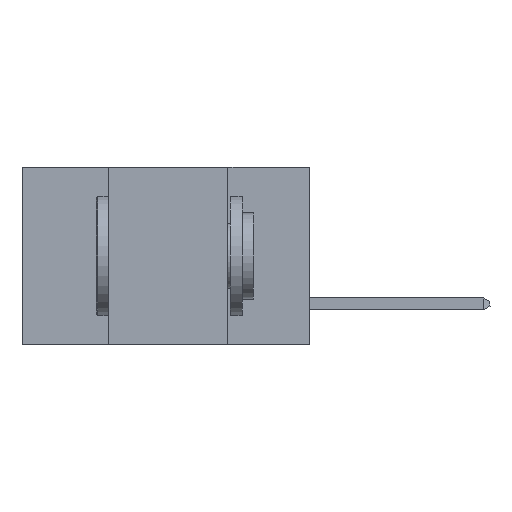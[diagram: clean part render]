
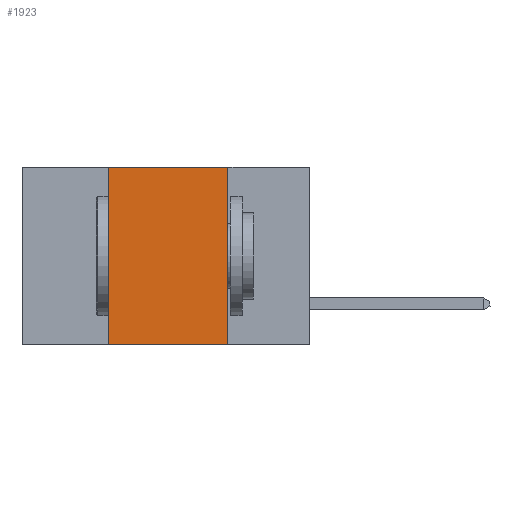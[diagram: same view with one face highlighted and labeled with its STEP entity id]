
A CAD part, left-side view. The second image highlights one B-rep face of the part: STEP entity #1923.
In plain terms, the highlighted planar face has unit normal (-1, 0, 0).
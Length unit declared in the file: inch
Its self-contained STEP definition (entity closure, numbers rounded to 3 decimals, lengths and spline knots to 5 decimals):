
#315 = EDGE_CURVE ( 'NONE', #5888, #2359, #14201, .T. ) ;
#1648 = DIRECTION ( 'NONE',  ( 0., -1., 0. ) ) ;
#1923 = ADVANCED_FACE ( 'NONE', ( #20663 ), #17827, .F. ) ;
#2011 = CARTESIAN_POINT ( 'NONE',  ( 0., 0.17, 0. ) ) ;
#2359 = VERTEX_POINT ( 'NONE', #25022 ) ;
#2625 = LINE ( 'NONE', #17954, #17267 ) ;
#3571 = VECTOR ( 'NONE', #5289, 39.37008 ) ;
#3705 = DIRECTION ( 'NONE',  ( 0., -1., 0. ) ) ;
#5289 = DIRECTION ( 'NONE',  ( 0., 0., 1. ) ) ;
#5801 = EDGE_CURVE ( 'NONE', #5888, #5917, #12458, .T. ) ;
#5888 = VERTEX_POINT ( 'NONE', #9922 ) ;
#5917 = VERTEX_POINT ( 'NONE', #25623 ) ;
#7144 = VECTOR ( 'NONE', #3705, 39.37008 ) ;
#9922 = CARTESIAN_POINT ( 'NONE',  ( 0., 0.42, -0.37 ) ) ;
#10400 = ORIENTED_EDGE ( 'NONE', *, *, #315, .F. ) ;
#11668 = CARTESIAN_POINT ( 'NONE',  ( 0., 0.6, 0. ) ) ;
#12458 = LINE ( 'NONE', #19509, #7144 ) ;
#13822 = LINE ( 'NONE', #11668, #22994 ) ;
#14201 = LINE ( 'NONE', #24734, #3571 ) ;
#16591 = DIRECTION ( 'NONE',  ( 0., 0., -1. ) ) ;
#17267 = VECTOR ( 'NONE', #21895, 39.37008 ) ;
#17710 = DIRECTION ( 'NONE',  ( 1., 0., 0. ) ) ;
#17827 = PLANE ( 'NONE',  #19089 ) ;
#17943 = CARTESIAN_POINT ( 'NONE',  ( 0., 0.6, 0. ) ) ;
#17954 = CARTESIAN_POINT ( 'NONE',  ( 0., 0.17, 0. ) ) ;
#18239 = EDGE_CURVE ( 'NONE', #23223, #5917, #2625, .T. ) ;
#19089 = AXIS2_PLACEMENT_3D ( 'NONE', #17943, #17710, #16591 ) ;
#19509 = CARTESIAN_POINT ( 'NONE',  ( 0., 0.6, -0.37 ) ) ;
#19911 = EDGE_CURVE ( 'NONE', #2359, #23223, #13822, .T. ) ;
#20663 = FACE_OUTER_BOUND ( 'NONE', #21319, .T. ) ;
#20860 = ORIENTED_EDGE ( 'NONE', *, *, #5801, .T. ) ;
#21319 = EDGE_LOOP ( 'NONE', ( #22980, #25349, #10400, #20860 ) ) ;
#21895 = DIRECTION ( 'NONE',  ( 0., 0., -1. ) ) ;
#22980 = ORIENTED_EDGE ( 'NONE', *, *, #18239, .F. ) ;
#22994 = VECTOR ( 'NONE', #1648, 39.37008 ) ;
#23223 = VERTEX_POINT ( 'NONE', #2011 ) ;
#24734 = CARTESIAN_POINT ( 'NONE',  ( 0., 0.42, 0. ) ) ;
#25022 = CARTESIAN_POINT ( 'NONE',  ( 0., 0.42, 0. ) ) ;
#25349 = ORIENTED_EDGE ( 'NONE', *, *, #19911, .F. ) ;
#25623 = CARTESIAN_POINT ( 'NONE',  ( 0., 0.17, -0.37 ) ) ;
